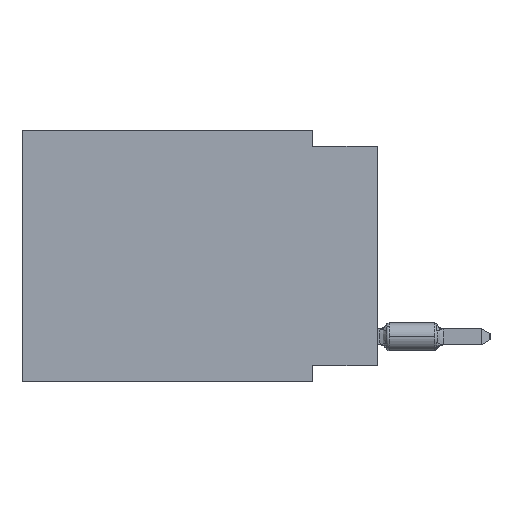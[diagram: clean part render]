
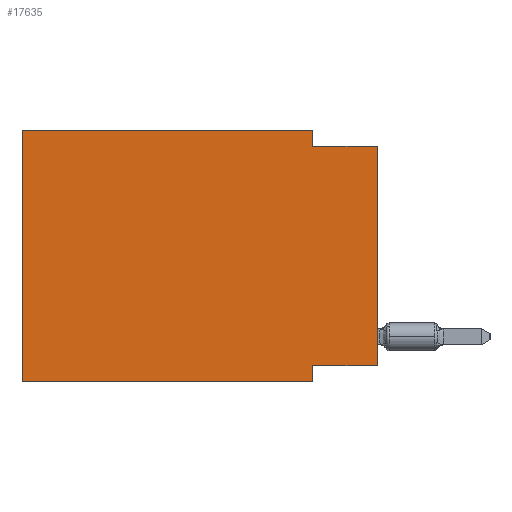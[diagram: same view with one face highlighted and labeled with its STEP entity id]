
A CAD part, left-side view. The second image highlights one B-rep face of the part: STEP entity #17635.
In plain terms, the highlighted planar face has unit normal (-1, 0, 0).
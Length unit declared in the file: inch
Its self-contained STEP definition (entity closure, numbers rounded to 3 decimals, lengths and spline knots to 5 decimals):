
#167 = PLANE ( 'NONE',  #52075 ) ;
#173 = LINE ( 'NONE', #24961, #6020 ) ;
#429 = CARTESIAN_POINT ( 'NONE',  ( 0., 0.55, 0. ) ) ;
#1281 = CARTESIAN_POINT ( 'NONE',  ( 0., 0.55, 0. ) ) ;
#4171 = ORIENTED_EDGE ( 'NONE', *, *, #49428, .T. ) ;
#4473 = DIRECTION ( 'NONE',  ( 0., -1., 0. ) ) ;
#5462 = VERTEX_POINT ( 'NONE', #6581 ) ;
#5852 = LINE ( 'NONE', #26270, #6209 ) ;
#6020 = VECTOR ( 'NONE', #33912, 39.37008 ) ;
#6209 = VECTOR ( 'NONE', #8855, 39.37008 ) ;
#6581 = CARTESIAN_POINT ( 'NONE',  ( 0., 0.55, -0.39 ) ) ;
#7162 = ORIENTED_EDGE ( 'NONE', *, *, #35744, .F. ) ;
#7182 = LINE ( 'NONE', #23799, #51381 ) ;
#7496 = ORIENTED_EDGE ( 'NONE', *, *, #21469, .F. ) ;
#8552 = CARTESIAN_POINT ( 'NONE',  ( 0., 0., -0.025 ) ) ;
#8855 = DIRECTION ( 'NONE',  ( 0., 0., 1. ) ) ;
#9052 = VERTEX_POINT ( 'NONE', #17729 ) ;
#10122 = CARTESIAN_POINT ( 'NONE',  ( 0., 0.55, 0. ) ) ;
#11518 = VERTEX_POINT ( 'NONE', #48025 ) ;
#12607 = VERTEX_POINT ( 'NONE', #14511 ) ;
#13090 = EDGE_LOOP ( 'NONE', ( #32697, #7162, #7496, #48580, #46649, #4171, #21036, #34078 ) ) ;
#13591 = VERTEX_POINT ( 'NONE', #10122 ) ;
#14496 = VECTOR ( 'NONE', #17114, 39.37008 ) ;
#14511 = CARTESIAN_POINT ( 'NONE',  ( 0., 0.1, 0. ) ) ;
#15668 = EDGE_CURVE ( 'NONE', #44953, #9052, #34782, .T. ) ;
#16762 = DIRECTION ( 'NONE',  ( 1., 0., 0. ) ) ;
#17114 = DIRECTION ( 'NONE',  ( 0., 0., -1. ) ) ;
#17635 = ADVANCED_FACE ( 'NONE', ( #33113 ), #167, .F. ) ;
#17707 = EDGE_CURVE ( 'NONE', #13591, #12607, #17826, .T. ) ;
#17729 = CARTESIAN_POINT ( 'NONE',  ( 0., 0.1, -0.39 ) ) ;
#17826 = LINE ( 'NONE', #26542, #29435 ) ;
#18846 = EDGE_CURVE ( 'NONE', #11518, #44953, #173, .T. ) ;
#19265 = VECTOR ( 'NONE', #38860, 39.37008 ) ;
#21036 = ORIENTED_EDGE ( 'NONE', *, *, #15668, .F. ) ;
#21469 = EDGE_CURVE ( 'NONE', #12607, #26713, #22244, .T. ) ;
#21746 = CARTESIAN_POINT ( 'NONE',  ( 0., 0.1, -0.39 ) ) ;
#22244 = LINE ( 'NONE', #47318, #19265 ) ;
#22956 = EDGE_CURVE ( 'NONE', #11518, #52246, #5852, .T. ) ;
#23799 = CARTESIAN_POINT ( 'NONE',  ( 0., 0.55, -0.39 ) ) ;
#24961 = CARTESIAN_POINT ( 'NONE',  ( 0., 0., -0.365 ) ) ;
#26270 = CARTESIAN_POINT ( 'NONE',  ( 0., 0., 0. ) ) ;
#26542 = CARTESIAN_POINT ( 'NONE',  ( 0., 0.55, 0. ) ) ;
#26713 = VERTEX_POINT ( 'NONE', #30341 ) ;
#27885 = EDGE_CURVE ( 'NONE', #5462, #13591, #34756, .T. ) ;
#28027 = CARTESIAN_POINT ( 'NONE',  ( 0., 0.1, -0.365 ) ) ;
#29435 = VECTOR ( 'NONE', #51090, 39.37008 ) ;
#30341 = CARTESIAN_POINT ( 'NONE',  ( 0., 0.1, -0.025 ) ) ;
#32525 = LINE ( 'NONE', #8552, #51585 ) ;
#32697 = ORIENTED_EDGE ( 'NONE', *, *, #22956, .T. ) ;
#33113 = FACE_OUTER_BOUND ( 'NONE', #13090, .T. ) ;
#33384 = DIRECTION ( 'NONE',  ( 0., 0., -1. ) ) ;
#33912 = DIRECTION ( 'NONE',  ( 0., 1., 0. ) ) ;
#34078 = ORIENTED_EDGE ( 'NONE', *, *, #18846, .F. ) ;
#34601 = VECTOR ( 'NONE', #37800, 39.37008 ) ;
#34756 = LINE ( 'NONE', #1281, #34601 ) ;
#34782 = LINE ( 'NONE', #21746, #14496 ) ;
#35744 = EDGE_CURVE ( 'NONE', #26713, #52246, #32525, .T. ) ;
#36764 = CARTESIAN_POINT ( 'NONE',  ( 0., 0., -0.025 ) ) ;
#37800 = DIRECTION ( 'NONE',  ( 0., 0., 1. ) ) ;
#38860 = DIRECTION ( 'NONE',  ( 0., 0., -1. ) ) ;
#40427 = DIRECTION ( 'NONE',  ( 0., -1., 0. ) ) ;
#44953 = VERTEX_POINT ( 'NONE', #28027 ) ;
#46649 = ORIENTED_EDGE ( 'NONE', *, *, #27885, .F. ) ;
#47318 = CARTESIAN_POINT ( 'NONE',  ( 0., 0.1, 0. ) ) ;
#48025 = CARTESIAN_POINT ( 'NONE',  ( 0., 0., -0.365 ) ) ;
#48580 = ORIENTED_EDGE ( 'NONE', *, *, #17707, .F. ) ;
#49428 = EDGE_CURVE ( 'NONE', #5462, #9052, #7182, .T. ) ;
#51090 = DIRECTION ( 'NONE',  ( 0., -1., 0. ) ) ;
#51381 = VECTOR ( 'NONE', #40427, 39.37008 ) ;
#51585 = VECTOR ( 'NONE', #4473, 39.37008 ) ;
#52075 = AXIS2_PLACEMENT_3D ( 'NONE', #429, #16762, #33384 ) ;
#52246 = VERTEX_POINT ( 'NONE', #36764 ) ;
